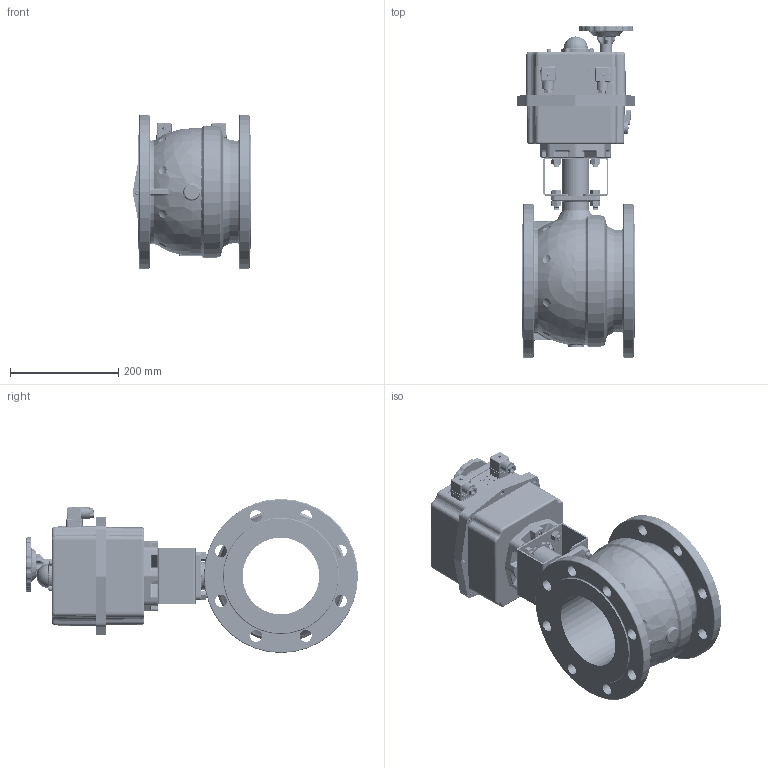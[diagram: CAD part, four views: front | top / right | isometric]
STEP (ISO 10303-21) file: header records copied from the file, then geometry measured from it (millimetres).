
FILE_DESCRIPTION (( 'STEP AP214' ), '1' );
FILE_NAME ('EK04_DN150.STEP', '2024-03-06T12:13:16', ( '' ), ( '' ), 'SwSTEP 2.0', 'SolidWorks 2021', '' );
FILE_SCHEMA (( 'AUTOMOTIVE_DESIGN' ));
Length unit declared in the file: metre
Products named in the file (65): 80B79; 80B73_5; AN01_S140-300; BR03101070; 80B73; 80A44; 80B73_4; 7E51A_8; 80B50; 80B66; 80A2E; 8811A; 80B1A; 80B10; 80A3A; FK01OH_DN150; 80B79_2; 80B73_2; 80B04; 80B0C; 34807; 7E51A_5; 80A03; 80B60; 7E51A_6; 7E51A_3; 80B79_3; 3603C; 80B5A; 7E51A_2; 80B6F_2; 80B73_8; 80AFC; 80B73_6; hex screw gradec_din_DIN EN 24018 - M10 x 30-WS; 80B00; AD22278050; 80B6F; hex nut gradec_din_Hexagon Nut ISO 4034 - M10 - N; 80A36 ...
Assembly tree (77 placements, depth 3):
  EK04_DN150
    FK01OH_DN150
    BR03101070
    AD22278050
    AN01_S140-300
      7E51A
      80B6F
      80B08
      7E51A_2
      34807
      80B0C
      3480C
      80B10
      3603C
      80A3E
      80B79
      80B04
      80B73
      80A03
      80B16
      80A07
      80A2A
      80B60
      80B73_2
      7E51A_3
      80B66
      80B73_3
      80A32
      809FA
      80A36
      80B73_4
      80B79_2
      80B73_5
      80A07_2
      80A2E
      80A3A
      7E51A_4
      8811A
      80AFC
      80B5A
      80B79_3
      80B54
      80B73_6
      80B00
      80B73_7
      80B1E
      80B25
      80AEC
      80A51
      80B50
      80A44
      7E51A_5
      80B79_4
      7DDCE
      80B1A
      80B73_8
      80B6F_2
      7E51A_6
      7E51A_7
      80B6F_3
Bounding box: 219.13 x 614 x 285 mm (x, y, z)
Volume: 8403826.7 mm3; surface area: 1320377.9 mm2
Topology: 77 solids, 77 shells, 7858 faces, 20096 edges, 12515 vertices
Faces by surface type: cylinder 2634, cone 2163, plane 1605, torus 1219, bspline 143, sphere 94
Entity records: 226739 total; most frequent: CARTESIAN_POINT 52096, DIRECTION 38680, ORIENTED_EDGE 34212, EDGE_CURVE 17106, AXIS2_PLACEMENT_3D 15966, VERTEX_POINT 10727, CIRCLE 9308, EDGE_LOOP 7213
